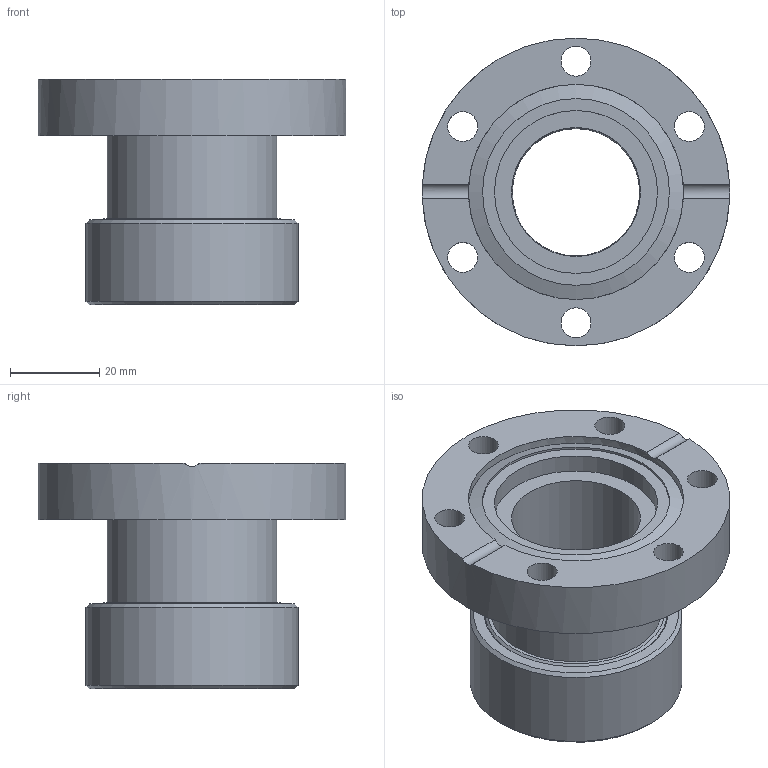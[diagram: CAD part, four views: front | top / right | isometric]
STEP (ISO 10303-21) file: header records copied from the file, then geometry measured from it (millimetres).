
FILE_DESCRIPTION(/* description */ (''),/* implementation_level */ '2;1');
FILE_NAME(/* name */ '5000615a.stp',/* time_stamp */ '2019-07-18T08:25:18-04:00',/* author */ ('Glen_C'),/* organization */ (''),/* preprocessor_version */ 'ST-DEVELOPER v16.13',/* originating_system */ 'Autodesk Inventor 2018',/* authorisation */ '');
FILE_SCHEMA (('AUTOMOTIVE_DESIGN { 1 0 10303 214 3 1 1 }'));
Length unit declared in the file: inch
Products named in the file (1): 5000615_S
Bounding box: 69.09 x 69.09 x 50.65 mm (x, y, z)
Volume: 63504.7 mm3; surface area: 26456 mm2
Topology: 1 solids, 3 shells, 50 faces, 105 edges, 69 vertices
Faces by surface type: cylinder 24, plane 16, cone 6, torus 4
Full cylindrical faces by diameter (mm): 6.731 x6, 28.575 x1, 28.956 x3, 34.925 x2, 36.576 x1, 38.1 x1, 38.354 x1, 39.243 x1, 39.624 x1, 39.903 x1, 41.91 x1, 47.625 x1, 48.311 x1, 69.088 x1
Entity records: 1321 total; most frequent: CARTESIAN_POINT 231, DIRECTION 216, ORIENTED_EDGE 130, EDGE_LOOP 108, AXIS2_PLACEMENT_3D 106, EDGE_CURVE 65, VERTEX_POINT 61, FACE_BOUND 58
